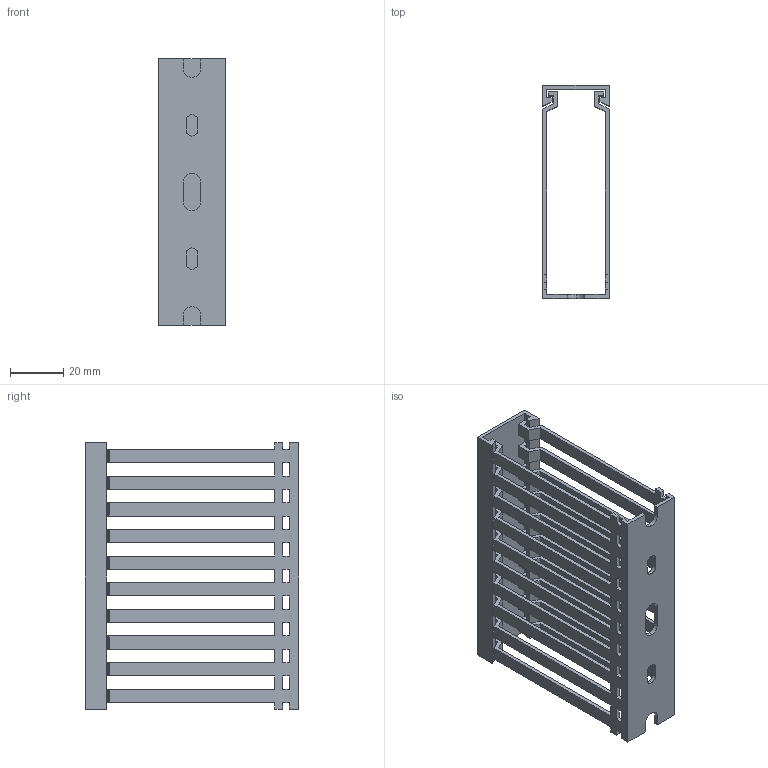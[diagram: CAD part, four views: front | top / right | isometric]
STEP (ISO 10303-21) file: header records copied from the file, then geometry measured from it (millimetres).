
FILE_DESCRIPTION (( 'STEP AP203' ), '1' );
FILE_NAME ('WDN-1030W-1.step', '2024-05-21T18:51:34', ( '' ), ( '' ), 'SwSTEP 2.0', 'SolidWorks 2023', '' );
FILE_SCHEMA (( 'CONFIG_CONTROL_DESIGN' ));
Length unit declared in the file: inch
Products named in the file (1): WDN-1030W-1
Bounding box: 25 x 80 x 100 mm (x, y, z)
Volume: 22617.6 mm3; surface area: 35584 mm2
Topology: 2 solids, 2 shells, 336 faces, 996 edges, 664 vertices
Faces by surface type: plane 324, cylinder 12
Entity records: 11185 total; most frequent: CARTESIAN_POINT 1997, ORIENTED_EDGE 1992, DIRECTION 1694, EDGE_CURVE 996, VECTOR 972, LINE 972, VERTEX_POINT 664, EDGE_LOOP 378
